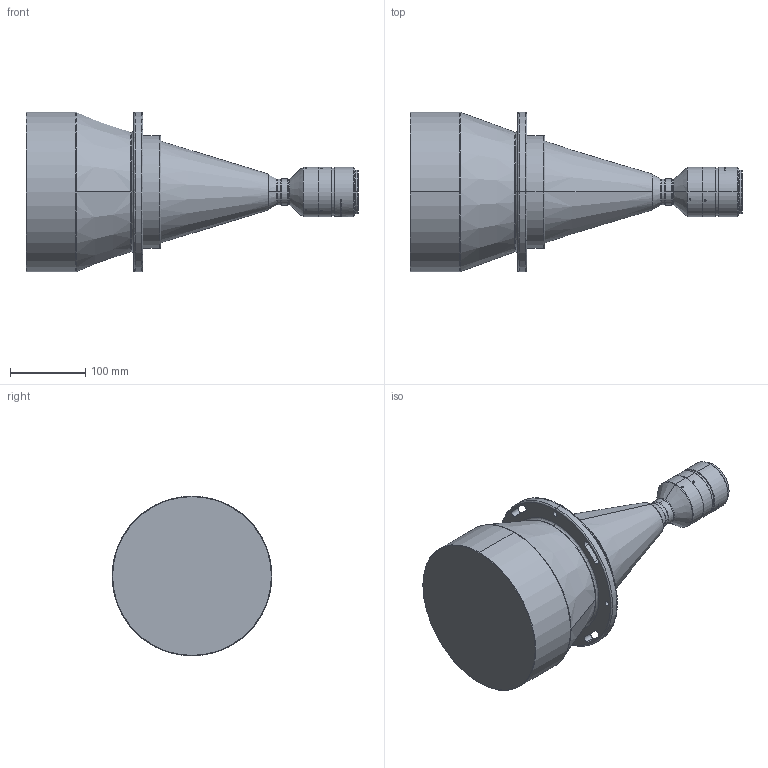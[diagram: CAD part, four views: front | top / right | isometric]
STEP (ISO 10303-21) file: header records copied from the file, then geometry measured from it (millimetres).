
FILE_DESCRIPTION (( 'STEP AP203' ), '1' );
FILE_NAME ('DTCM430H-170-M58-AL.STEP', '2023-05-05T03:44:49', ( '' ), ( '' ), 'SwSTEP 2.0', 'SolidWorks 2017', '' );
FILE_SCHEMA (( 'CONFIG_CONTROL_DESIGN' ));
Length unit declared in the file: millimetre
Products named in the file (1): DTCM430H-170-M58-AL
Bounding box: 440.95 x 212 x 212 mm (x, y, z)
Volume: 6553322.5 mm3; surface area: 251713.7 mm2
Topology: 1 solids, 1 shells, 150 faces, 369 edges, 235 vertices
Faces by surface type: cylinder 80, cone 30, plane 22, bspline 18
Entity records: 5659 total; most frequent: CARTESIAN_POINT 2048, DIRECTION 762, ORIENTED_EDGE 734, EDGE_CURVE 367, AXIS2_PLACEMENT_3D 319, VERTEX_POINT 235, CIRCLE 186, EDGE_LOOP 182
